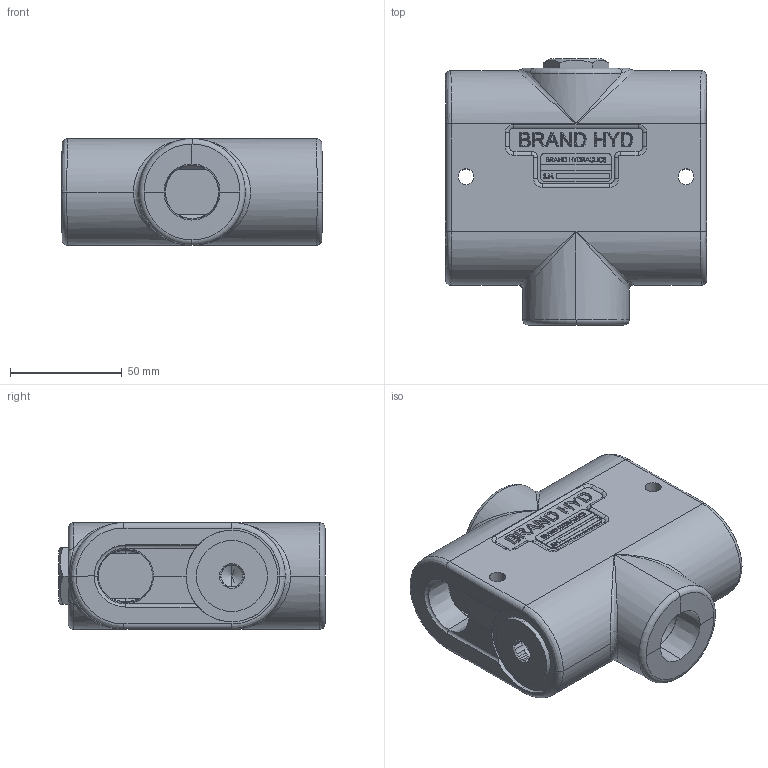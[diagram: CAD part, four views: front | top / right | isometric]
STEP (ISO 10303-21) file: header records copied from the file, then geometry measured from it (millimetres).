
FILE_DESCRIPTION (( 'STEP AP203' ), '1' );
FILE_NAME ('POC76 GENERIC VALVE.STEP', '2013-08-02T21:44:43', ( 'branduser' ), ( '' ), 'SwSTEP 2.0', 'SolidWorks 2013', '' );
FILE_SCHEMA (( 'CONFIG_CONTROL_DESIGN' ));
Length unit declared in the file: inch
Products named in the file (1): POC76 GENERIC VALVE
Bounding box: 117.12 x 119.36 x 47.62 mm (x, y, z)
Volume: 480331.3 mm3; surface area: 66185.1 mm2
Topology: 3 solids, 8 shells, 803 faces, 2117 edges, 1353 vertices
Faces by surface type: plane 363, bspline 215, cylinder 131, cone 58, torus 32, sphere 4
Entity records: 36252 total; most frequent: CARTESIAN_POINT 18393, ORIENTED_EDGE 4198, DIRECTION 2940, EDGE_CURVE 2099, VERTEX_POINT 1353, LINE 1080, VECTOR 1080, AXIS2_PLACEMENT_3D 930
